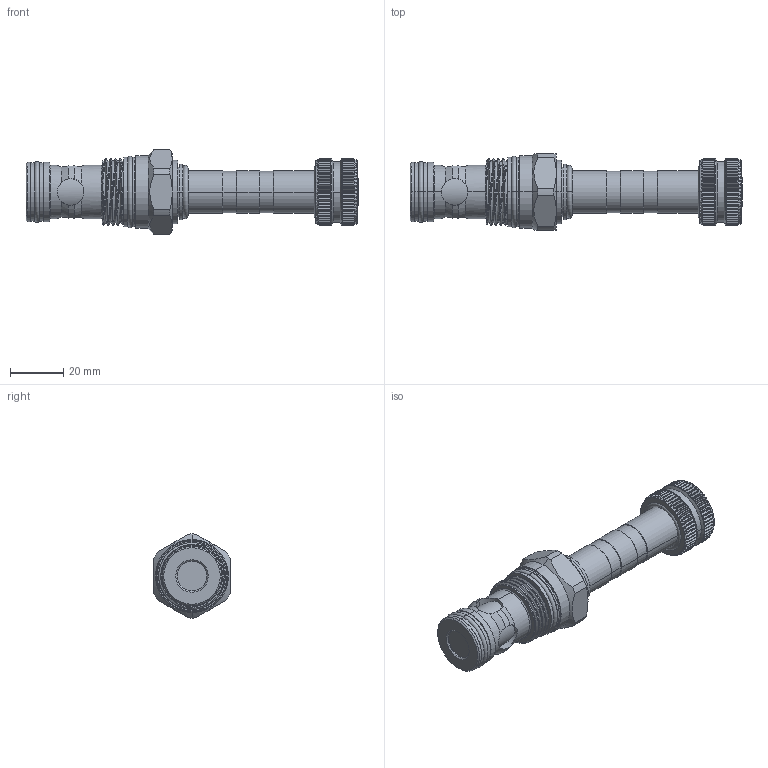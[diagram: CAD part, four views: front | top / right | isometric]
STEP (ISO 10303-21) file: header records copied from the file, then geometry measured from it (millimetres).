
FILE_DESCRIPTION (( 'STEP AP203' ), '1' );
FILE_NAME ('EP5A2C04P05.STEP', '2024-08-15T00:11:33', ( '' ), ( '' ), 'SwSTEP 2.0', 'SolidWorks 2018', '' );
FILE_SCHEMA (( 'CONFIG_CONTROL_DESIGN' ));
Length unit declared in the file: millimetre
Products named in the file (1): EP5A2C04P05
Bounding box: 124.8 x 28.57 x 31.6 mm (x, y, z)
Volume: 43030.5 mm3; surface area: 12120.5 mm2
Topology: 2 solids, 2 shells, 1056 faces, 2790 edges, 1769 vertices
Faces by surface type: cylinder 438, plane 431, cone 152, torus 20, bspline 13, sphere 2
Entity records: 38348 total; most frequent: CARTESIAN_POINT 13135, ORIENTED_EDGE 5570, DIRECTION 4956, EDGE_CURVE 2785, AXIS2_PLACEMENT_3D 1927, VERTEX_POINT 1766, LINE 1102, VECTOR 1102
